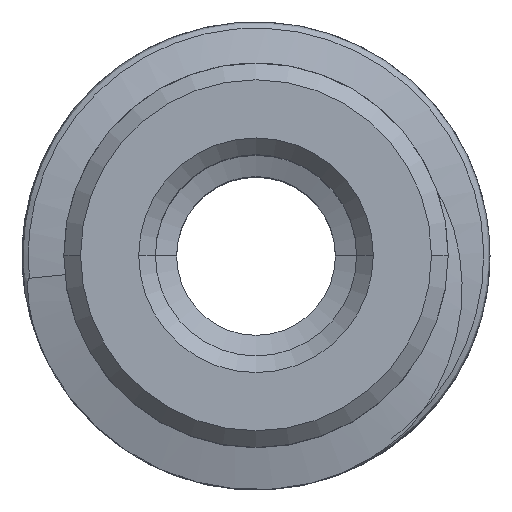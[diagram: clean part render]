
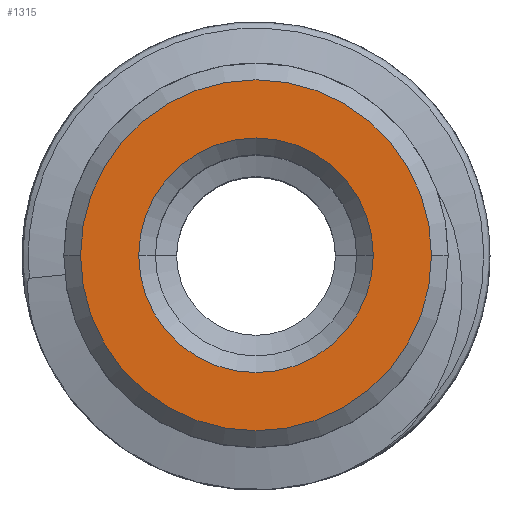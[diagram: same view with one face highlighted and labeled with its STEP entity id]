
A CAD part, top view. The second image highlights one B-rep face of the part: STEP entity #1315.
In plain terms, the highlighted planar face has unit normal (0, 0, 1).
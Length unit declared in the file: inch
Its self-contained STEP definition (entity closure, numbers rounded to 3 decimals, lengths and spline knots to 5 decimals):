
#15=PLANE('',#1480);
#27=FACE_BOUND('',#378,.T.);
#292=FACE_OUTER_BOUND('',#377,.T.);
#377=EDGE_LOOP('',(#1099,#1100));
#378=EDGE_LOOP('',(#1101,#1102));
#447=CIRCLE('',#1402,0.20669);
#452=CIRCLE('',#1409,0.13819);
#490=CIRCLE('',#1481,0.20669);
#491=CIRCLE('',#1482,0.13819);
#545=VERTEX_POINT('',#2160);
#546=VERTEX_POINT('',#2161);
#555=VERTEX_POINT('',#2181);
#556=VERTEX_POINT('',#2183);
#676=EDGE_CURVE('',#545,#546,#447,.T.);
#686=EDGE_CURVE('',#556,#555,#452,.T.);
#807=EDGE_CURVE('',#546,#545,#490,.T.);
#808=EDGE_CURVE('',#555,#556,#491,.T.);
#1099=ORIENTED_EDGE('',*,*,#807,.T.);
#1100=ORIENTED_EDGE('',*,*,#676,.T.);
#1101=ORIENTED_EDGE('',*,*,#686,.T.);
#1102=ORIENTED_EDGE('',*,*,#808,.T.);
#1315=ADVANCED_FACE('',(#292,#27),#15,.F.);
#1402=AXIS2_PLACEMENT_3D('',#2162,#1637,#1638);
#1409=AXIS2_PLACEMENT_3D('',#2184,#1656,#1657);
#1480=AXIS2_PLACEMENT_3D('',#6543,#1832,#1833);
#1481=AXIS2_PLACEMENT_3D('',#6544,#1834,#1835);
#1482=AXIS2_PLACEMENT_3D('',#6545,#1836,#1837);
#1637=DIRECTION('center_axis',(0.,0.,1.));
#1638=DIRECTION('ref_axis',(-1.,0.,0.));
#1656=DIRECTION('center_axis',(0.,0.,-1.));
#1657=DIRECTION('ref_axis',(-1.,0.,0.));
#1832=DIRECTION('center_axis',(0.,0.,-1.));
#1833=DIRECTION('ref_axis',(-1.,0.,0.));
#1834=DIRECTION('center_axis',(0.,0.,1.));
#1835=DIRECTION('ref_axis',(-1.,0.,0.));
#1836=DIRECTION('center_axis',(0.,0.,-1.));
#1837=DIRECTION('ref_axis',(-1.,0.,0.));
#2160=CARTESIAN_POINT('',(-1.44509,0.66895,1.2763));
#2161=CARTESIAN_POINT('',(-1.85847,0.66895,1.2763));
#2162=CARTESIAN_POINT('Origin',(-1.65178,0.66895,1.2763));
#2181=CARTESIAN_POINT('',(-1.78997,0.66895,1.2763));
#2183=CARTESIAN_POINT('',(-1.51359,0.66895,1.2763));
#2184=CARTESIAN_POINT('Origin',(-1.65178,0.66895,1.2763));
#6543=CARTESIAN_POINT('Origin',(-1.65178,0.92703,1.2763));
#6544=CARTESIAN_POINT('Origin',(-1.65178,0.66895,1.2763));
#6545=CARTESIAN_POINT('Origin',(-1.65178,0.66895,1.2763));
